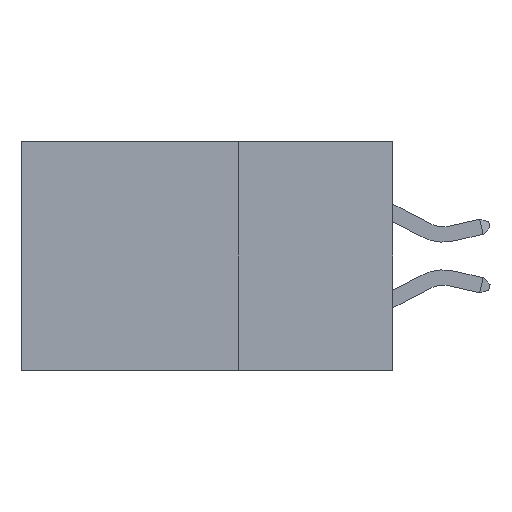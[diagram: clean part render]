
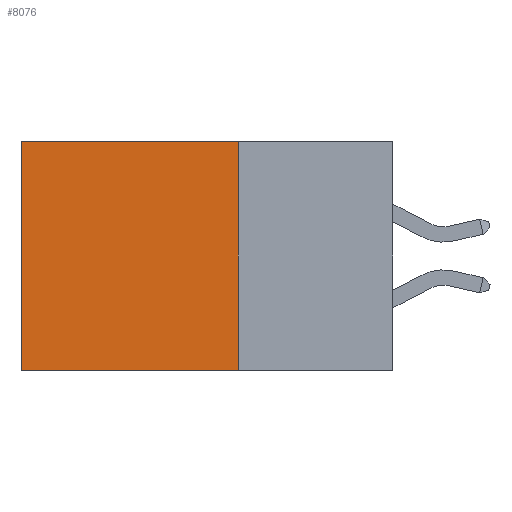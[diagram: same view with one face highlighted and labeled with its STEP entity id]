
A CAD part, left-side view. The second image highlights one B-rep face of the part: STEP entity #8076.
In plain terms, the highlighted planar face has unit normal (-1, 0, 0).
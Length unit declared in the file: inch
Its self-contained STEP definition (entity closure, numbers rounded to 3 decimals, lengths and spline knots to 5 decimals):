
#931 = VECTOR ( 'NONE', #27704, 39.37008 ) ;
#1222 = CARTESIAN_POINT ( 'NONE',  ( 0.2875, 0.25, 0. ) ) ;
#2101 = VECTOR ( 'NONE', #16621, 39.37008 ) ;
#3391 = VERTEX_POINT ( 'NONE', #13066 ) ;
#3622 = CARTESIAN_POINT ( 'NONE',  ( 0.2875, 0.6, -0.37 ) ) ;
#3980 = VERTEX_POINT ( 'NONE', #3622 ) ;
#4493 = EDGE_CURVE ( 'NONE', #3391, #30189, #17262, .T. ) ;
#4666 = EDGE_CURVE ( 'NONE', #28660, #3980, #30665, .T. ) ;
#5055 = EDGE_LOOP ( 'NONE', ( #32323, #28119, #24967, #17936 ) ) ;
#5761 = VECTOR ( 'NONE', #7004, 39.37008 ) ;
#7004 = DIRECTION ( 'NONE',  ( 0., 0., -1. ) ) ;
#7135 = DIRECTION ( 'NONE',  ( 0., 0., -1. ) ) ;
#8076 = ADVANCED_FACE ( 'NONE', ( #24984 ), #18466, .F. ) ;
#9521 = AXIS2_PLACEMENT_3D ( 'NONE', #1222, #21325, #7135 ) ;
#9751 = CARTESIAN_POINT ( 'NONE',  ( 0.2875, 0.25, 0. ) ) ;
#10112 = VECTOR ( 'NONE', #36650, 39.37008 ) ;
#10359 = LINE ( 'NONE', #24937, #931 ) ;
#13066 = CARTESIAN_POINT ( 'NONE',  ( 0.2875, 0.25, 0. ) ) ;
#16621 = DIRECTION ( 'NONE',  ( 0., 1., 0. ) ) ;
#17262 = LINE ( 'NONE', #29626, #2101 ) ;
#17936 = ORIENTED_EDGE ( 'NONE', *, *, #4493, .T. ) ;
#18466 = PLANE ( 'NONE',  #9521 ) ;
#20417 = CARTESIAN_POINT ( 'NONE',  ( 0.2875, 0.6, 0. ) ) ;
#21325 = DIRECTION ( 'NONE',  ( 1., 0., 0. ) ) ;
#22976 = EDGE_CURVE ( 'NONE', #30189, #3980, #10359, .T. ) ;
#24212 = EDGE_CURVE ( 'NONE', #3391, #28660, #25461, .T. ) ;
#24907 = CARTESIAN_POINT ( 'NONE',  ( 0.2875, 0.25, -0.37 ) ) ;
#24937 = CARTESIAN_POINT ( 'NONE',  ( 0.2875, 0.6, 0. ) ) ;
#24967 = ORIENTED_EDGE ( 'NONE', *, *, #24212, .F. ) ;
#24984 = FACE_OUTER_BOUND ( 'NONE', #5055, .T. ) ;
#25461 = LINE ( 'NONE', #9751, #5761 ) ;
#27704 = DIRECTION ( 'NONE',  ( 0., 0., -1. ) ) ;
#28119 = ORIENTED_EDGE ( 'NONE', *, *, #4666, .F. ) ;
#28660 = VERTEX_POINT ( 'NONE', #33788 ) ;
#29626 = CARTESIAN_POINT ( 'NONE',  ( 0.2875, 0.25, 0. ) ) ;
#30189 = VERTEX_POINT ( 'NONE', #20417 ) ;
#30665 = LINE ( 'NONE', #24907, #10112 ) ;
#32323 = ORIENTED_EDGE ( 'NONE', *, *, #22976, .T. ) ;
#33788 = CARTESIAN_POINT ( 'NONE',  ( 0.2875, 0.25, -0.37 ) ) ;
#36650 = DIRECTION ( 'NONE',  ( 0., 1., 0. ) ) ;
